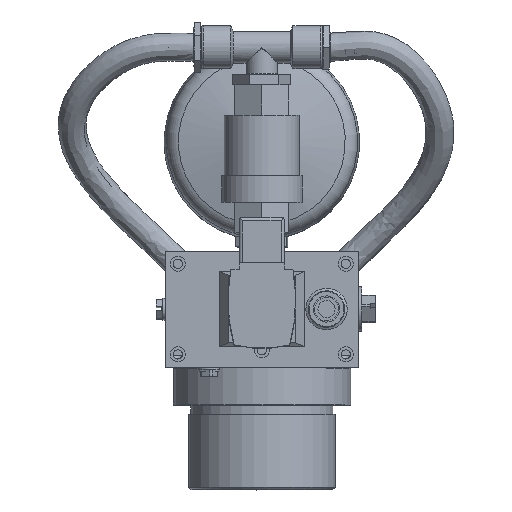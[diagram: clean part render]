
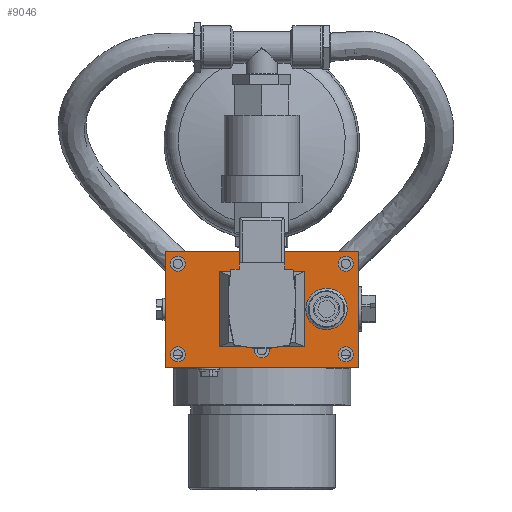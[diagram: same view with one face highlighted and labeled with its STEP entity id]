
A CAD part, top view. The second image highlights one B-rep face of the part: STEP entity #9046.
In plain terms, the highlighted planar face has unit normal (0, 0, 1).
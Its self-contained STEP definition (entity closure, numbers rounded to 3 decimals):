
#110=FACE_BOUND('',#1695,.T.);
#111=FACE_BOUND('',#1696,.T.);
#112=FACE_BOUND('',#1697,.T.);
#113=FACE_BOUND('',#1698,.T.);
#114=FACE_BOUND('',#1699,.T.);
#115=FACE_BOUND('',#1700,.T.);
#630=PLANE('',#10004);
#1090=FACE_OUTER_BOUND('',#1694,.T.);
#1694=EDGE_LOOP('',(#7455,#7456,#7457,#7458));
#1695=EDGE_LOOP('',(#7459,#7460,#7461,#7462,#7463,#7464,#7465));
#1696=EDGE_LOOP('',(#7466,#7467));
#1697=EDGE_LOOP('',(#7468,#7469));
#1698=EDGE_LOOP('',(#7470,#7471));
#1699=EDGE_LOOP('',(#7472,#7473));
#1700=EDGE_LOOP('',(#7474,#7475));
#2026=LINE('',#33801,#2606);
#2195=LINE('',#34979,#2775);
#2208=LINE('',#35077,#2788);
#2209=LINE('',#35078,#2789);
#2210=LINE('',#35081,#2790);
#2211=LINE('',#35087,#2791);
#2212=LINE('',#35089,#2792);
#2213=LINE('',#35091,#2793);
#2214=LINE('',#35092,#2794);
#2606=VECTOR('',#11086,10.);
#2775=VECTOR('',#11915,10.);
#2788=VECTOR('',#12014,10.);
#2789=VECTOR('',#12015,10.);
#2790=VECTOR('',#12016,10.);
#2791=VECTOR('',#12021,10.);
#2792=VECTOR('',#12022,10.);
#2793=VECTOR('',#12023,10.);
#2794=VECTOR('',#12024,10.);
#3497=CIRCLE('',#10005,4.5);
#3498=CIRCLE('',#10006,4.5);
#3499=CIRCLE('',#10007,10.8);
#3500=CIRCLE('',#10008,10.8);
#3501=CIRCLE('',#10009,4.5);
#3502=CIRCLE('',#10010,4.5);
#3503=CIRCLE('',#10011,4.5);
#3504=CIRCLE('',#10012,4.5);
#3505=CIRCLE('',#10013,4.5);
#3506=CIRCLE('',#10014,4.5);
#3507=CIRCLE('',#10015,4.5);
#3508=CIRCLE('',#10016,4.5);
#3882=VERTEX_POINT('',#33798);
#3883=VERTEX_POINT('',#33800);
#4154=VERTEX_POINT('',#34978);
#4190=VERTEX_POINT('',#35076);
#4191=VERTEX_POINT('',#35079);
#4192=VERTEX_POINT('',#35080);
#4193=VERTEX_POINT('',#35082);
#4194=VERTEX_POINT('',#35084);
#4195=VERTEX_POINT('',#35086);
#4196=VERTEX_POINT('',#35088);
#4197=VERTEX_POINT('',#35090);
#4198=VERTEX_POINT('',#35093);
#4199=VERTEX_POINT('',#35094);
#4200=VERTEX_POINT('',#35097);
#4201=VERTEX_POINT('',#35098);
#4202=VERTEX_POINT('',#35101);
#4203=VERTEX_POINT('',#35102);
#4204=VERTEX_POINT('',#35105);
#4205=VERTEX_POINT('',#35106);
#4206=VERTEX_POINT('',#35109);
#4207=VERTEX_POINT('',#35110);
#4908=EDGE_CURVE('',#3883,#3882,#2026,.T.);
#5300=EDGE_CURVE('',#4154,#3883,#2195,.T.);
#5345=EDGE_CURVE('',#4190,#4154,#2208,.T.);
#5346=EDGE_CURVE('',#3882,#4190,#2209,.T.);
#5347=EDGE_CURVE('',#4191,#4192,#2210,.T.);
#5348=EDGE_CURVE('',#4192,#4193,#3497,.T.);
#5349=EDGE_CURVE('',#4193,#4194,#3498,.T.);
#5350=EDGE_CURVE('',#4194,#4195,#2211,.T.);
#5351=EDGE_CURVE('',#4195,#4196,#2212,.T.);
#5352=EDGE_CURVE('',#4196,#4197,#2213,.T.);
#5353=EDGE_CURVE('',#4197,#4191,#2214,.T.);
#5354=EDGE_CURVE('',#4198,#4199,#3499,.T.);
#5355=EDGE_CURVE('',#4199,#4198,#3500,.T.);
#5356=EDGE_CURVE('',#4200,#4201,#3501,.T.);
#5357=EDGE_CURVE('',#4201,#4200,#3502,.T.);
#5358=EDGE_CURVE('',#4202,#4203,#3503,.T.);
#5359=EDGE_CURVE('',#4203,#4202,#3504,.T.);
#5360=EDGE_CURVE('',#4204,#4205,#3505,.T.);
#5361=EDGE_CURVE('',#4205,#4204,#3506,.T.);
#5362=EDGE_CURVE('',#4206,#4207,#3507,.T.);
#5363=EDGE_CURVE('',#4207,#4206,#3508,.T.);
#7455=ORIENTED_EDGE('',*,*,#5345,.T.);
#7456=ORIENTED_EDGE('',*,*,#5300,.T.);
#7457=ORIENTED_EDGE('',*,*,#4908,.T.);
#7458=ORIENTED_EDGE('',*,*,#5346,.T.);
#7459=ORIENTED_EDGE('',*,*,#5347,.T.);
#7460=ORIENTED_EDGE('',*,*,#5348,.T.);
#7461=ORIENTED_EDGE('',*,*,#5349,.T.);
#7462=ORIENTED_EDGE('',*,*,#5350,.T.);
#7463=ORIENTED_EDGE('',*,*,#5351,.T.);
#7464=ORIENTED_EDGE('',*,*,#5352,.T.);
#7465=ORIENTED_EDGE('',*,*,#5353,.T.);
#7466=ORIENTED_EDGE('',*,*,#5354,.T.);
#7467=ORIENTED_EDGE('',*,*,#5355,.T.);
#7468=ORIENTED_EDGE('',*,*,#5356,.T.);
#7469=ORIENTED_EDGE('',*,*,#5357,.T.);
#7470=ORIENTED_EDGE('',*,*,#5358,.T.);
#7471=ORIENTED_EDGE('',*,*,#5359,.T.);
#7472=ORIENTED_EDGE('',*,*,#5360,.T.);
#7473=ORIENTED_EDGE('',*,*,#5361,.T.);
#7474=ORIENTED_EDGE('',*,*,#5362,.T.);
#7475=ORIENTED_EDGE('',*,*,#5363,.T.);
#9046=ADVANCED_FACE('',(#1090,#110,#111,#112,#113,#114,#115),#630,.T.);
#10004=AXIS2_PLACEMENT_3D('',#35075,#12012,#12013);
#10005=AXIS2_PLACEMENT_3D('',#35083,#12017,#12018);
#10006=AXIS2_PLACEMENT_3D('',#35085,#12019,#12020);
#10007=AXIS2_PLACEMENT_3D('',#35095,#12025,#12026);
#10008=AXIS2_PLACEMENT_3D('',#35096,#12027,#12028);
#10009=AXIS2_PLACEMENT_3D('',#35099,#12029,#12030);
#10010=AXIS2_PLACEMENT_3D('',#35100,#12031,#12032);
#10011=AXIS2_PLACEMENT_3D('',#35103,#12033,#12034);
#10012=AXIS2_PLACEMENT_3D('',#35104,#12035,#12036);
#10013=AXIS2_PLACEMENT_3D('',#35107,#12037,#12038);
#10014=AXIS2_PLACEMENT_3D('',#35108,#12039,#12040);
#10015=AXIS2_PLACEMENT_3D('',#35111,#12041,#12042);
#10016=AXIS2_PLACEMENT_3D('',#35112,#12043,#12044);
#11086=DIRECTION('',(1.,0.,0.));
#11915=DIRECTION('',(0.,-1.,0.));
#12012=DIRECTION('center_axis',(0.,0.,
1.));
#12013=DIRECTION('ref_axis',(1.,0.,0.));
#12014=DIRECTION('',(-1.,0.,0.));
#12015=DIRECTION('',(0.,1.,0.));
#12016=DIRECTION('',(-1.,0.,0.));
#12017=DIRECTION('center_axis',(0.,0.,
-1.));
#12018=DIRECTION('ref_axis',(1.,0.,0.));
#12019=DIRECTION('center_axis',(0.,0.,
-1.));
#12020=DIRECTION('ref_axis',(1.,0.,0.));
#12021=DIRECTION('',(-1.,0.,0.));
#12022=DIRECTION('',(0.,1.,0.));
#12023=DIRECTION('',(1.,0.,0.));
#12024=DIRECTION('',(0.,-1.,0.));
#12025=DIRECTION('center_axis',(0.,0.,
-1.));
#12026=DIRECTION('ref_axis',(0.194,-0.981,0.));
#12027=DIRECTION('center_axis',(0.,0.,
-1.));
#12028=DIRECTION('ref_axis',(0.194,-0.981,0.));
#12029=DIRECTION('center_axis',(0.,0.,
-1.));
#12030=DIRECTION('ref_axis',(1.,0.,0.));
#12031=DIRECTION('center_axis',(0.,0.,
-1.));
#12032=DIRECTION('ref_axis',(1.,0.,0.));
#12033=DIRECTION('center_axis',(0.,0.,
-1.));
#12034=DIRECTION('ref_axis',(1.,0.,0.));
#12035=DIRECTION('center_axis',(0.,0.,
-1.));
#12036=DIRECTION('ref_axis',(1.,0.,0.));
#12037=DIRECTION('center_axis',(0.,0.,
-1.));
#12038=DIRECTION('ref_axis',(1.,0.,0.));
#12039=DIRECTION('center_axis',(0.,0.,
-1.));
#12040=DIRECTION('ref_axis',(1.,0.,0.));
#12041=DIRECTION('center_axis',(0.,0.,
-1.));
#12042=DIRECTION('ref_axis',(1.,0.,0.));
#12043=DIRECTION('center_axis',(0.,0.,
-1.));
#12044=DIRECTION('ref_axis',(1.,0.,0.));
#33798=CARTESIAN_POINT('',(57.5,-69.,86.));
#33800=CARTESIAN_POINT('',(-57.5,-69.,86.));
#33801=CARTESIAN_POINT('',(-57.5,-69.,86.));
#34978=CARTESIAN_POINT('',(-57.5,0.,86.));
#34979=CARTESIAN_POINT('',(-57.5,0.,86.));
#35075=CARTESIAN_POINT('Origin',(0.,-34.5,86.));
#35076=CARTESIAN_POINT('',(57.5,0.,86.));
#35077=CARTESIAN_POINT('',(57.5,0.,86.));
#35078=CARTESIAN_POINT('',(57.5,-69.,86.));
#35079=CARTESIAN_POINT('',(25.5,-57.,86.));
#35080=CARTESIAN_POINT('',(4.031,-57.,86.));
#35081=CARTESIAN_POINT('',(12.75,-57.,86.));
#35082=CARTESIAN_POINT('',(-4.5,-59.,86.));
#35083=CARTESIAN_POINT('Origin',(0.,-59.,86.));
#35084=CARTESIAN_POINT('',(-4.031,-57.,86.));
#35085=CARTESIAN_POINT('Origin',(0.,-59.,86.));
#35086=CARTESIAN_POINT('',(-25.5,-57.,86.));
#35087=CARTESIAN_POINT('',(12.75,-57.,86.));
#35088=CARTESIAN_POINT('',(-25.5,-12.,86.));
#35089=CARTESIAN_POINT('',(-25.5,-45.75,86.));
#35090=CARTESIAN_POINT('',(25.5,-12.,86.));
#35091=CARTESIAN_POINT('',(-12.75,-12.,86.));
#35092=CARTESIAN_POINT('',(25.5,-23.25,86.));
#35093=CARTESIAN_POINT('',(40.594,-45.095,86.));
#35094=CARTESIAN_POINT('',(36.406,-23.905,86.));
#35095=CARTESIAN_POINT('Origin',(38.5,-34.5,86.));
#35096=CARTESIAN_POINT('Origin',(38.5,-34.5,86.));
#35097=CARTESIAN_POINT('',(54.5,-7.5,86.));
#35098=CARTESIAN_POINT('',(45.5,-7.5,86.));
#35099=CARTESIAN_POINT('Origin',(50.,-7.5,86.));
#35100=CARTESIAN_POINT('Origin',(50.,-7.5,86.));
#35101=CARTESIAN_POINT('',(-45.5,-61.5,86.));
#35102=CARTESIAN_POINT('',(-54.5,-61.5,86.));
#35103=CARTESIAN_POINT('Origin',(-50.,-61.5,86.));
#35104=CARTESIAN_POINT('Origin',(-50.,-61.5,86.));
#35105=CARTESIAN_POINT('',(-45.5,-7.5,86.));
#35106=CARTESIAN_POINT('',(-54.5,-7.5,86.));
#35107=CARTESIAN_POINT('Origin',(-50.,-7.5,86.));
#35108=CARTESIAN_POINT('Origin',(-50.,-7.5,86.));
#35109=CARTESIAN_POINT('',(54.5,-61.5,86.));
#35110=CARTESIAN_POINT('',(45.5,-61.5,86.));
#35111=CARTESIAN_POINT('Origin',(50.,-61.5,86.));
#35112=CARTESIAN_POINT('Origin',(50.,-61.5,86.));
